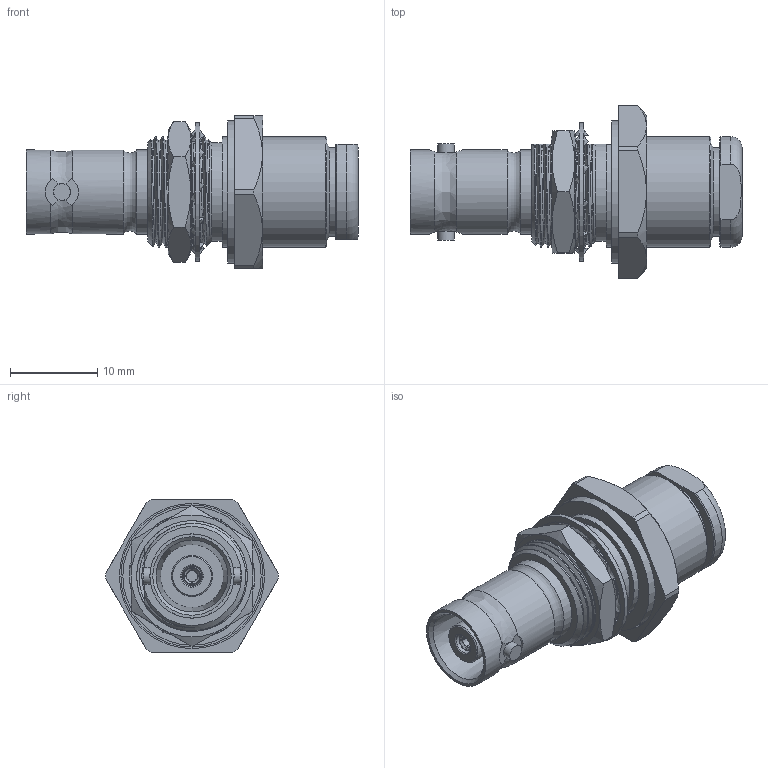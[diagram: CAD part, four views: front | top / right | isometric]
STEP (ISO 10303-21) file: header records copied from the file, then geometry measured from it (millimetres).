
FILE_DESCRIPTION (( 'STEP AP203' ), '1' );
FILE_NAME ('PE44106.step', '2019-10-15T14:51:58', ( '' ), ( '' ), 'SwSTEP 2.0', 'SolidWorks 2018', '' );
FILE_SCHEMA (( 'CONFIG_CONTROL_DESIGN' ));
Length unit declared in the file: inch
Products named in the file (1): PE44106
Bounding box: 38.1 x 19.84 x 17.48 mm (x, y, z)
Volume: 3992 mm3; surface area: 3733.1 mm2
Topology: 4 solids, 4 shells, 233 faces, 649 edges, 436 vertices
Faces by surface type: bspline 76, plane 65, cylinder 51, cone 39, torus 2
Full cylindrical faces by diameter (mm): 1.295 x1, 1.918 x2, 2.159 x1, 2.337 x1, 4.724 x1, 5.334 x1, 7.239 x1, 9.652 x3, 10.219 x1, 12.7 x2, 13.04 x1, 15.875 x1, 16.309 x1, 16.671 x1
Entity records: 20776 total; most frequent: CARTESIAN_POINT 15604, ORIENTED_EDGE 1224, DIRECTION 799, EDGE_CURVE 612, VERTEX_POINT 426, AXIS2_PLACEMENT_3D 313, EDGE_LOOP 278, FACE_OUTER_BOUND 253
